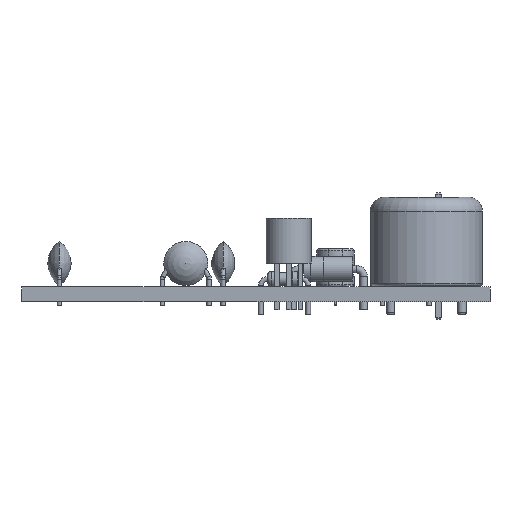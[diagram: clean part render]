
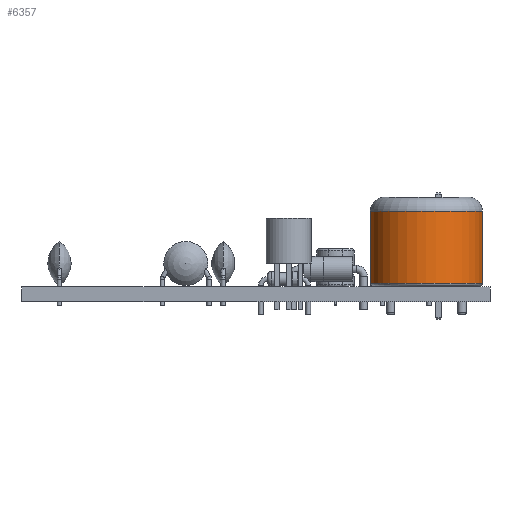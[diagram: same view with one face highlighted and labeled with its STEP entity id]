
A CAD part, front view. The second image highlights one B-rep face of the part: STEP entity #6357.
In plain terms, the highlighted cylindrical face has radius 6 mm (diameter 12 mm), a full revolution.
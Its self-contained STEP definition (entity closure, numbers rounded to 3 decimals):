
#6357 = ADVANCED_FACE('',(#6358),#6385,.T.);
#6358 = FACE_BOUND('',#6359,.T.);
#6359 = EDGE_LOOP('',(#6360,#6369,#6377,#6384));
#6360 = ORIENTED_EDGE('',*,*,#6361,.T.);
#6361 = EDGE_CURVE('',#6362,#6362,#6364,.T.);
#6362 = VERTEX_POINT('',#6363);
#6363 = CARTESIAN_POINT('',(9.8,0.,0.33));
#6364 = CIRCLE('',#6365,6.);
#6365 = AXIS2_PLACEMENT_3D('',#6366,#6367,#6368);
#6366 = CARTESIAN_POINT('',(3.8,0.,0.33));
#6367 = DIRECTION('',(0.,0.,1.));
#6368 = DIRECTION('',(1.,0.,0.));
#6369 = ORIENTED_EDGE('',*,*,#6370,.T.);
#6370 = EDGE_CURVE('',#6362,#6371,#6373,.T.);
#6371 = VERTEX_POINT('',#6372);
#6372 = CARTESIAN_POINT('',(9.8,0.,8.049));
#6373 = LINE('',#6374,#6375);
#6374 = CARTESIAN_POINT('',(9.8,0.,0.03));
#6375 = VECTOR('',#6376,1.);
#6376 = DIRECTION('',(0.,0.,1.));
#6377 = ORIENTED_EDGE('',*,*,#6378,.F.);
#6378 = EDGE_CURVE('',#6371,#6371,#6379,.T.);
#6379 = CIRCLE('',#6380,6.);
#6380 = AXIS2_PLACEMENT_3D('',#6381,#6382,#6383);
#6381 = CARTESIAN_POINT('',(3.8,0.,8.049));
#6382 = DIRECTION('',(0.,0.,1.));
#6383 = DIRECTION('',(1.,0.,0.));
#6384 = ORIENTED_EDGE('',*,*,#6370,.F.);
#6385 = CYLINDRICAL_SURFACE('',#6386,6.);
#6386 = AXIS2_PLACEMENT_3D('',#6387,#6388,#6389);
#6387 = CARTESIAN_POINT('',(3.8,0.,0.03));
#6388 = DIRECTION('',(-0.,-0.,-1.));
#6389 = DIRECTION('',(1.,0.,0.));
